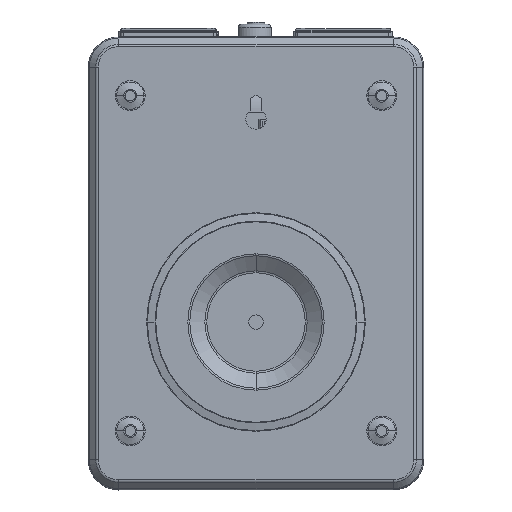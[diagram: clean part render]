
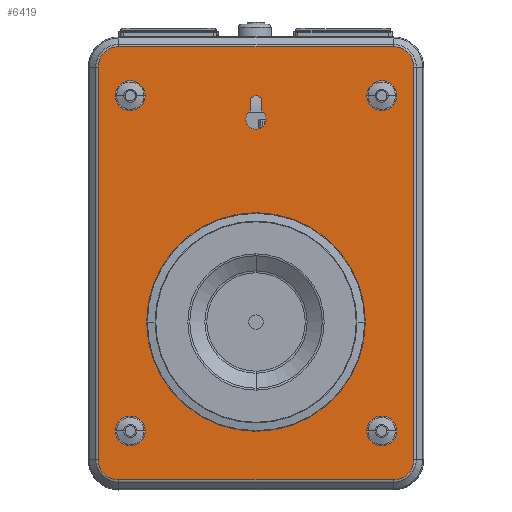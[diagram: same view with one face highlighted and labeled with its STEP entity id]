
A CAD part, top view. The second image highlights one B-rep face of the part: STEP entity #6419.
In plain terms, the highlighted planar face has unit normal (0, 0, 1).
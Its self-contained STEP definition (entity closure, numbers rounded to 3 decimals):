
#1078=CARTESIAN_POINT('',(-75.,-100.,73.));
#1079=DIRECTION('',(0.,0.,1.));
#1080=DIRECTION('',(-1.,0.,0.));
#1081=AXIS2_PLACEMENT_3D('',#1078,#1079,#1080);
#1083=CARTESIAN_POINT('',(-75.,-100.,73.));
#1084=DIRECTION('',(0.,0.,1.));
#1085=DIRECTION('',(1.,0.,0.));
#1086=AXIS2_PLACEMENT_3D('',#1083,#1084,#1085);
#1088=CARTESIAN_POINT('',(75.,-100.,73.));
#1089=DIRECTION('',(0.,0.,1.));
#1090=DIRECTION('',(-1.,0.,0.));
#1091=AXIS2_PLACEMENT_3D('',#1088,#1089,#1090);
#1093=CARTESIAN_POINT('',(75.,-100.,73.));
#1094=DIRECTION('',(0.,0.,1.));
#1095=DIRECTION('',(1.,0.,0.));
#1096=AXIS2_PLACEMENT_3D('',#1093,#1094,#1095);
#1098=CARTESIAN_POINT('',(75.,100.,73.));
#1099=DIRECTION('',(0.,0.,1.));
#1100=DIRECTION('',(-1.,0.,0.));
#1101=AXIS2_PLACEMENT_3D('',#1098,#1099,#1100);
#1103=CARTESIAN_POINT('',(75.,100.,73.));
#1104=DIRECTION('',(0.,0.,1.));
#1105=DIRECTION('',(1.,0.,0.));
#1106=AXIS2_PLACEMENT_3D('',#1103,#1104,#1105);
#1108=CARTESIAN_POINT('',(-75.,100.,73.));
#1109=DIRECTION('',(0.,0.,1.));
#1110=DIRECTION('',(-1.,0.,0.));
#1111=AXIS2_PLACEMENT_3D('',#1108,#1109,#1110);
#1113=CARTESIAN_POINT('',(-75.,100.,73.));
#1114=DIRECTION('',(0.,0.,1.));
#1115=DIRECTION('',(1.,0.,0.));
#1116=AXIS2_PLACEMENT_3D('',#1113,#1114,#1115);
#1118=CARTESIAN_POINT('',(0.,-35.,73.));
#1119=DIRECTION('',(0.,0.,1.));
#1120=DIRECTION('',(-1.,0.,0.));
#1121=AXIS2_PLACEMENT_3D('',#1118,#1119,#1120);
#1123=CARTESIAN_POINT('',(0.,-35.,73.));
#1124=DIRECTION('',(0.,0.,1.));
#1125=DIRECTION('',(1.,0.,0.));
#1126=AXIS2_PLACEMENT_3D('',#1123,#1124,#1125);
#1128=CARTESIAN_POINT('',(82.,117.,73.));
#1129=DIRECTION('',(0.,0.,1.));
#1130=DIRECTION('',(1.,0.,0.));
#1131=AXIS2_PLACEMENT_3D('',#1128,#1129,#1130);
#1133=DIRECTION('',(0.,1.,0.));
#1134=VECTOR('',#1133,234.);
#1135=CARTESIAN_POINT('',(94.172,-117.,73.));
#1136=LINE('',#1135,#1134);
#1137=CARTESIAN_POINT('',(82.,-117.,73.));
#1138=DIRECTION('',(0.,0.,1.));
#1139=DIRECTION('',(0.,-1.,0.));
#1140=AXIS2_PLACEMENT_3D('',#1137,#1138,#1139);
#1142=DIRECTION('',(1.,0.,0.));
#1143=VECTOR('',#1142,164.);
#1144=CARTESIAN_POINT('',(-82.,-129.172,73.));
#1145=LINE('',#1144,#1143);
#1146=CARTESIAN_POINT('',(-82.,-117.,73.));
#1147=DIRECTION('',(0.,0.,1.));
#1148=DIRECTION('',(-1.,0.,0.));
#1149=AXIS2_PLACEMENT_3D('',#1146,#1147,#1148);
#1151=DIRECTION('',(0.,-1.,0.));
#1152=VECTOR('',#1151,234.);
#1153=CARTESIAN_POINT('',(-94.172,117.,73.));
#1154=LINE('',#1153,#1152);
#1155=CARTESIAN_POINT('',(-82.,117.,73.));
#1156=DIRECTION('',(0.,0.,1.));
#1157=DIRECTION('',(0.,1.,0.));
#1158=AXIS2_PLACEMENT_3D('',#1155,#1156,#1157);
#1160=DIRECTION('',(-1.,0.,0.));
#1161=VECTOR('',#1160,164.);
#1162=CARTESIAN_POINT('',(82.,129.172,73.));
#1163=LINE('',#1162,#1161);
#1164=CARTESIAN_POINT('',(0.,96.5,73.));
#1165=DIRECTION('',(0.,0.,-1.));
#1166=DIRECTION('',(-1.,0.,0.));
#1167=AXIS2_PLACEMENT_3D('',#1164,#1165,#1166);
#1169=DIRECTION('',(0.,1.,0.));
#1170=VECTOR('',#1169,5.627);
#1171=CARTESIAN_POINT('',(-3.5,90.873,73.));
#1172=LINE('',#1171,#1170);
#1173=CARTESIAN_POINT('',(0.,86.,73.));
#1174=DIRECTION('',(0.,0.,-1.));
#1175=DIRECTION('',(0.583,0.812,0.));
#1176=AXIS2_PLACEMENT_3D('',#1173,#1174,#1175);
#1178=DIRECTION('',(0.,-1.,0.));
#1179=VECTOR('',#1178,5.627);
#1180=CARTESIAN_POINT('',(3.5,96.5,73.));
#1181=LINE('',#1180,#1179);
#4305=CARTESIAN_POINT('',(-83.885,-100.,73.));
#4306=CARTESIAN_POINT('',(-66.115,-100.,73.));
#4307=VERTEX_POINT('',#4305);
#4308=VERTEX_POINT('',#4306);
#4313=CARTESIAN_POINT('',(66.115,-100.,73.));
#4314=CARTESIAN_POINT('',(83.885,-100.,73.));
#4315=VERTEX_POINT('',#4313);
#4316=VERTEX_POINT('',#4314);
#4321=CARTESIAN_POINT('',(66.115,100.,73.));
#4322=CARTESIAN_POINT('',(83.885,100.,73.));
#4323=VERTEX_POINT('',#4321);
#4324=VERTEX_POINT('',#4322);
#4329=CARTESIAN_POINT('',(-83.885,100.,73.));
#4330=CARTESIAN_POINT('',(-66.115,100.,73.));
#4331=VERTEX_POINT('',#4329);
#4332=VERTEX_POINT('',#4330);
#4385=CARTESIAN_POINT('',(-65.198,-35.,73.));
#4386=CARTESIAN_POINT('',(65.198,-35.,73.));
#4387=VERTEX_POINT('',#4385);
#4388=VERTEX_POINT('',#4386);
#4433=CARTESIAN_POINT('',(94.172,117.,73.));
#4434=CARTESIAN_POINT('',(82.,129.172,73.));
#4435=VERTEX_POINT('',#4433);
#4436=VERTEX_POINT('',#4434);
#4441=CARTESIAN_POINT('',(-82.,129.172,73.));
#4442=VERTEX_POINT('',#4441);
#4445=CARTESIAN_POINT('',(-94.172,117.,73.));
#4446=VERTEX_POINT('',#4445);
#4449=CARTESIAN_POINT('',(-94.172,-117.,73.));
#4450=VERTEX_POINT('',#4449);
#4453=CARTESIAN_POINT('',(-82.,-129.172,73.));
#4454=VERTEX_POINT('',#4453);
#4457=CARTESIAN_POINT('',(82.,-129.172,73.));
#4458=VERTEX_POINT('',#4457);
#4461=CARTESIAN_POINT('',(94.172,-117.,73.));
#4462=VERTEX_POINT('',#4461);
#4713=CARTESIAN_POINT('',(-3.5,96.5,73.));
#4714=CARTESIAN_POINT('',(3.5,96.5,73.));
#4715=VERTEX_POINT('',#4713);
#4716=VERTEX_POINT('',#4714);
#4717=CARTESIAN_POINT('',(3.5,90.873,73.));
#4718=VERTEX_POINT('',#4717);
#4719=CARTESIAN_POINT('',(-3.5,90.873,73.));
#4720=VERTEX_POINT('',#4719);
#6357=CARTESIAN_POINT('',(0.,0.,73.));
#6358=DIRECTION('',(0.,0.,1.));
#6359=DIRECTION('',(1.,0.,0.));
#6360=AXIS2_PLACEMENT_3D('',#6357,#6358,#6359);
#6361=PLANE('',#6360);
#6363=ORIENTED_EDGE('',*,*,#6362,.F.);
#6365=ORIENTED_EDGE('',*,*,#6364,.F.);
#6367=ORIENTED_EDGE('',*,*,#6366,.F.);
#6369=ORIENTED_EDGE('',*,*,#6368,.F.);
#6371=ORIENTED_EDGE('',*,*,#6370,.F.);
#6373=ORIENTED_EDGE('',*,*,#6372,.F.);
#6375=ORIENTED_EDGE('',*,*,#6374,.F.);
#6376=ORIENTED_EDGE('',*,*,#6347,.F.);
#6377=EDGE_LOOP('',(#6363,#6365,#6367,#6369,#6371,#6373,#6375,#6376));
#6378=FACE_OUTER_BOUND('',#6377,.F.);
#6380=ORIENTED_EDGE('',*,*,#6379,.T.);
#6382=ORIENTED_EDGE('',*,*,#6381,.T.);
#6383=EDGE_LOOP('',(#6380,#6382));
#6384=FACE_BOUND('',#6383,.F.);
#6386=ORIENTED_EDGE('',*,*,#6385,.T.);
#6388=ORIENTED_EDGE('',*,*,#6387,.T.);
#6389=EDGE_LOOP('',(#6386,#6388));
#6390=FACE_BOUND('',#6389,.F.);
#6392=ORIENTED_EDGE('',*,*,#6391,.T.);
#6394=ORIENTED_EDGE('',*,*,#6393,.T.);
#6395=EDGE_LOOP('',(#6392,#6394));
#6396=FACE_BOUND('',#6395,.F.);
#6398=ORIENTED_EDGE('',*,*,#6397,.T.);
#6400=ORIENTED_EDGE('',*,*,#6399,.T.);
#6401=EDGE_LOOP('',(#6398,#6400));
#6402=FACE_BOUND('',#6401,.F.);
#6404=ORIENTED_EDGE('',*,*,#6403,.T.);
#6406=ORIENTED_EDGE('',*,*,#6405,.T.);
#6407=EDGE_LOOP('',(#6404,#6406));
#6408=FACE_BOUND('',#6407,.F.);
#6410=ORIENTED_EDGE('',*,*,#6409,.F.);
#6412=ORIENTED_EDGE('',*,*,#6411,.F.);
#6414=ORIENTED_EDGE('',*,*,#6413,.F.);
#6416=ORIENTED_EDGE('',*,*,#6415,.F.);
#6417=EDGE_LOOP('',(#6410,#6412,#6414,#6416));
#6418=FACE_BOUND('',#6417,.F.);
#1082=CIRCLE('',#1081,8.885);
#1087=CIRCLE('',#1086,8.885);
#1092=CIRCLE('',#1091,8.885);
#1097=CIRCLE('',#1096,8.885);
#1102=CIRCLE('',#1101,8.885);
#1107=CIRCLE('',#1106,8.885);
#1112=CIRCLE('',#1111,8.885);
#1117=CIRCLE('',#1116,8.885);
#1122=CIRCLE('',#1121,65.198);
#1127=CIRCLE('',#1126,65.198);
#1132=CIRCLE('',#1131,12.172);
#1141=CIRCLE('',#1140,12.172);
#1150=CIRCLE('',#1149,12.172);
#1159=CIRCLE('',#1158,12.172);
#1168=CIRCLE('',#1167,3.5);
#1177=CIRCLE('',#1176,6.);
#6347=EDGE_CURVE('',#4436,#4442,#1163,.T.);
#6362=EDGE_CURVE('',#4435,#4436,#1132,.T.);
#6364=EDGE_CURVE('',#4462,#4435,#1136,.T.);
#6366=EDGE_CURVE('',#4458,#4462,#1141,.T.);
#6368=EDGE_CURVE('',#4454,#4458,#1145,.T.);
#6370=EDGE_CURVE('',#4450,#4454,#1150,.T.);
#6372=EDGE_CURVE('',#4446,#4450,#1154,.T.);
#6374=EDGE_CURVE('',#4442,#4446,#1159,.T.);
#6379=EDGE_CURVE('',#4307,#4308,#1082,.T.);
#6381=EDGE_CURVE('',#4308,#4307,#1087,.T.);
#6385=EDGE_CURVE('',#4315,#4316,#1092,.T.);
#6387=EDGE_CURVE('',#4316,#4315,#1097,.T.);
#6391=EDGE_CURVE('',#4323,#4324,#1102,.T.);
#6393=EDGE_CURVE('',#4324,#4323,#1107,.T.);
#6397=EDGE_CURVE('',#4331,#4332,#1112,.T.);
#6399=EDGE_CURVE('',#4332,#4331,#1117,.T.);
#6403=EDGE_CURVE('',#4387,#4388,#1122,.T.);
#6405=EDGE_CURVE('',#4388,#4387,#1127,.T.);
#6409=EDGE_CURVE('',#4715,#4716,#1168,.T.);
#6411=EDGE_CURVE('',#4720,#4715,#1172,.T.);
#6413=EDGE_CURVE('',#4718,#4720,#1177,.T.);
#6415=EDGE_CURVE('',#4716,#4718,#1181,.T.);
#6419=ADVANCED_FACE('',(#6378,#6384,#6390,#6396,#6402,#6408,#6418),#6361,.T.);
